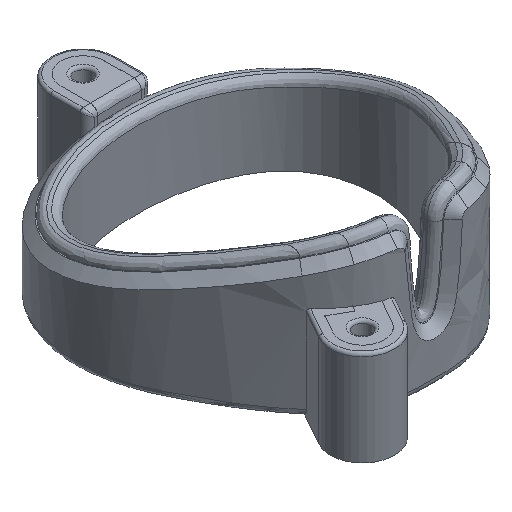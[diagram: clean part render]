
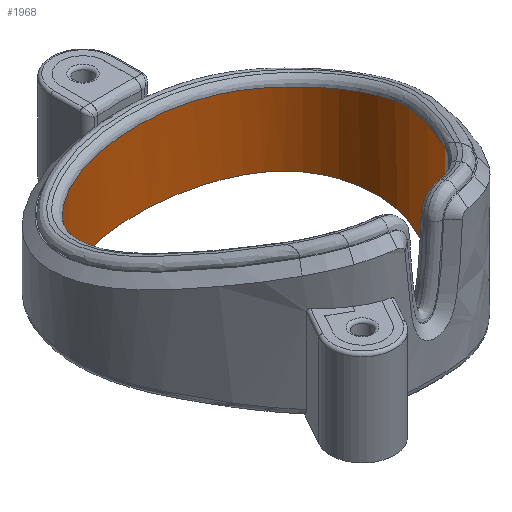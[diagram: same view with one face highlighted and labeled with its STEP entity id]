
A CAD part, isometric view. The second image highlights one B-rep face of the part: STEP entity #1968.
In plain terms, the highlighted free-form (B-spline) face has degree [3, 1] with [21, 2] control points.
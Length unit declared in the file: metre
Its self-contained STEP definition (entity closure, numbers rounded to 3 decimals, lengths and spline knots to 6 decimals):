
#246=B_SPLINE_CURVE_WITH_KNOTS('',3,(#5186,#5187,#5188,#5189,#5190,#5191,
#5192,#5193,#5194,#5195,#5196,#5197,#5198,#5199,#5200,#5201,#5202,#5203,
#5204,#5205,#5206,#5207,#5208,#5209,#5210,#5211,#5212,#5213,#5214,#5215,
#5216,#5217),.UNSPECIFIED.,.F.,.F.,(4,1,1,1,1,1,1,1,1,1,1,1,1,1,1,1,1,1,
1,1,1,1,1,1,1,1,1,1,1,4),(0.,0.005624,0.008436,
0.011248,0.01406,0.016872,0.019684,
0.022496,0.025308,0.02812,0.030932,
0.033743,0.039367,0.042179,0.044991,
0.047803,0.050615,0.053427,0.056239,
0.059051,0.061863,0.064675,0.067487,
0.070299,0.073111,0.075923,0.078735,
0.081547,0.084359,0.089983),.UNSPECIFIED.);
#247=B_SPLINE_CURVE_WITH_KNOTS('',3,(#5221,#5222,#5223,#5224,#5225,#5226,
#5227,#5228,#5229,#5230,#5231,#5232,#5233),.UNSPECIFIED.,.T.,.F.,(1,3,1,
1,1,1,1,1,1,1,1,3,1),(-0.119499,0.,0.119499,0.21531,
0.31112,0.420568,0.5,0.579432,0.68888,
0.78469,0.880501,1.,1.119499),.UNSPECIFIED.);
#690=ORIENTED_EDGE('',*,*,#1097,.F.);
#691=ORIENTED_EDGE('',*,*,#1098,.T.);
#692=ORIENTED_EDGE('',*,*,#1099,.T.);
#693=ORIENTED_EDGE('',*,*,#1100,.F.);
#1097=EDGE_CURVE('',#1322,#1323,#1459,.T.);
#1098=EDGE_CURVE('',#1322,#1324,#246,.T.);
#1099=EDGE_CURVE('',#1324,#1325,#1460,.T.);
#1100=EDGE_CURVE('',#1323,#1325,#247,.T.);
#1322=VERTEX_POINT('',#5184);
#1323=VERTEX_POINT('',#5185);
#1324=VERTEX_POINT('',#5218);
#1325=VERTEX_POINT('',#5220);
#1459=LINE('',#5183,#1565);
#1460=LINE('',#5219,#1566);
#1565=VECTOR('',#2394,1.);
#1566=VECTOR('',#2395,1.);
#1676=EDGE_LOOP('',(#690,#691,#692,#693));
#1805=FACE_BOUND('',#1676,.T.);
#1884=B_SPLINE_SURFACE_WITH_KNOTS('',3,1,((#5141,#5142),(#5143,#5144),(#5145,
#5146),(#5147,#5148),(#5149,#5150),(#5151,#5152),(#5153,#5154),(#5155,#5156),
(#5157,#5158),(#5159,#5160),(#5161,#5162),(#5163,#5164),(#5165,#5166),(#5167,
#5168),(#5169,#5170),(#5171,#5172),(#5173,#5174),(#5175,#5176),(#5177,#5178),
(#5179,#5180),(#5181,#5182)),.SURF_OF_LINEAR_EXTRUSION.,.F.,.F.,.F.,(4,
1,1,1,1,1,1,1,1,1,1,1,1,1,1,1,1,1,4),(2,2),(0.640292,0.685255,
0.730219,0.775182,0.820146,0.865109,0.887591,
0.910073,0.955036,1.,1.044964,
1.089927,1.112409,1.134891,1.179854,1.224818,
1.269781,1.314745,1.359708),(0.,1.),
 .UNSPECIFIED.);
#1968=ADVANCED_FACE('',(#1805),#1884,.T.);
#2394=DIRECTION('',(0.,0.,-1.));
#2395=DIRECTION('',(0.,0.,-1.));
#5141=CARTESIAN_POINT('',(0.01201,-0.011372,0.017102));
#5142=CARTESIAN_POINT('',(0.01201,-0.011372,0.));
#5143=CARTESIAN_POINT('',(0.013155,-0.009748,0.017102));
#5144=CARTESIAN_POINT('',(0.013155,-0.009748,0.));
#5145=CARTESIAN_POINT('',(0.01527,-0.006216,0.017102));
#5146=CARTESIAN_POINT('',(0.01527,-0.006216,0.));
#5147=CARTESIAN_POINT('',(0.017621,-0.001574,0.017102));
#5148=CARTESIAN_POINT('',(0.017621,-0.001574,0.));
#5149=CARTESIAN_POINT('',(0.018868,0.002843,0.017102));
#5150=CARTESIAN_POINT('',(0.018868,0.002843,0.));
#5151=CARTESIAN_POINT('',(0.018741,0.007769,0.017102));
#5152=CARTESIAN_POINT('',(0.018741,0.007769,0.));
#5153=CARTESIAN_POINT('',(0.017177,0.011767,0.017102));
#5154=CARTESIAN_POINT('',(0.017177,0.011767,0.));
#5155=CARTESIAN_POINT('',(0.014829,0.014409,0.017102));
#5156=CARTESIAN_POINT('',(0.014829,0.014409,0.));
#5157=CARTESIAN_POINT('',(0.011739,0.016576,0.017102));
#5158=CARTESIAN_POINT('',(0.011739,0.016576,0.));
#5159=CARTESIAN_POINT('',(0.006799,0.018406,0.017102));
#5160=CARTESIAN_POINT('',(0.006799,0.018406,0.));
#5161=CARTESIAN_POINT('',(0.,0.019149,0.017102));
#5162=CARTESIAN_POINT('',(0.,0.019149,0.));
#5163=CARTESIAN_POINT('',(-0.006799,0.018406,0.017102));
#5164=CARTESIAN_POINT('',(-0.006799,0.018406,0.));
#5165=CARTESIAN_POINT('',(-0.011739,0.016576,0.017102));
#5166=CARTESIAN_POINT('',(-0.011739,0.016576,0.));
#5167=CARTESIAN_POINT('',(-0.014829,0.014409,0.017102));
#5168=CARTESIAN_POINT('',(-0.014829,0.014409,0.));
#5169=CARTESIAN_POINT('',(-0.017177,0.011767,0.017102));
#5170=CARTESIAN_POINT('',(-0.017177,0.011767,0.));
#5171=CARTESIAN_POINT('',(-0.018741,0.007769,0.017102));
#5172=CARTESIAN_POINT('',(-0.018741,0.007769,0.));
#5173=CARTESIAN_POINT('',(-0.018868,0.002843,0.017102));
#5174=CARTESIAN_POINT('',(-0.018868,0.002843,0.));
#5175=CARTESIAN_POINT('',(-0.017621,-0.001574,0.017102));
#5176=CARTESIAN_POINT('',(-0.017621,-0.001574,0.));
#5177=CARTESIAN_POINT('',(-0.01527,-0.006216,0.017102));
#5178=CARTESIAN_POINT('',(-0.01527,-0.006216,0.));
#5179=CARTESIAN_POINT('',(-0.013155,-0.009748,0.017102));
#5180=CARTESIAN_POINT('',(-0.013155,-0.009748,0.));
#5181=CARTESIAN_POINT('',(-0.01201,-0.011372,0.017102));
#5182=CARTESIAN_POINT('',(-0.01201,-0.011372,0.));
#5183=CARTESIAN_POINT('',(0.01201,-0.011372,0.022));
#5184=CARTESIAN_POINT('',(0.01201,-0.011372,0.017));
#5185=CARTESIAN_POINT('',(0.01201,-0.011372,0.));
#5186=CARTESIAN_POINT('',(0.01201,-0.011372,0.017));
#5187=CARTESIAN_POINT('',(0.013053,-0.009894,0.016467));
#5188=CARTESIAN_POINT('',(0.014458,-0.007587,0.015674));
#5189=CARTESIAN_POINT('',(0.016177,-0.004419,0.014642));
#5190=CARTESIAN_POINT('',(0.017339,-0.001977,0.013859));
#5191=CARTESIAN_POINT('',(0.018251,0.000595,0.013047));
#5192=CARTESIAN_POINT('',(0.018753,0.00323,0.012235));
#5193=CARTESIAN_POINT('',(0.018783,0.005978,0.011445));
#5194=CARTESIAN_POINT('',(0.018322,0.008675,0.010756));
#5195=CARTESIAN_POINT('',(0.017302,0.011289,0.010216));
#5196=CARTESIAN_POINT('',(0.01566,0.013623,0.009937));
#5197=CARTESIAN_POINT('',(0.013466,0.015445,0.009989));
#5198=CARTESIAN_POINT('',(0.010161,0.017242,0.010213));
#5199=CARTESIAN_POINT('',(0.00651,0.018307,0.010387));
#5200=CARTESIAN_POINT('',(0.002813,0.018817,0.010464));
#5201=CARTESIAN_POINT('',(-0.000016,0.018944,0.010484));
#5202=CARTESIAN_POINT('',(-0.002833,0.018815,0.010464));
#5203=CARTESIAN_POINT('',(-0.005599,0.018432,0.010405));
#5204=CARTESIAN_POINT('',(-0.008317,0.017778,0.010304));
#5205=CARTESIAN_POINT('',(-0.01099,0.016793,0.010156));
#5206=CARTESIAN_POINT('',(-0.013474,0.01544,0.009989));
#5207=CARTESIAN_POINT('',(-0.015669,0.013614,0.009938));
#5208=CARTESIAN_POINT('',(-0.017309,0.011278,0.010218));
#5209=CARTESIAN_POINT('',(-0.018327,0.00866,0.010759));
#5210=CARTESIAN_POINT('',(-0.018783,0.005964,0.011449));
#5211=CARTESIAN_POINT('',(-0.018752,0.003216,0.012239));
#5212=CARTESIAN_POINT('',(-0.018243,0.000564,0.013056));
#5213=CARTESIAN_POINT('',(-0.017326,-0.002008,0.013868));
#5214=CARTESIAN_POINT('',(-0.016168,-0.004436,0.014648));
#5215=CARTESIAN_POINT('',(-0.014453,-0.007596,0.015677));
#5216=CARTESIAN_POINT('',(-0.013051,-0.009896,0.016468));
#5217=CARTESIAN_POINT('',(-0.01201,-0.011372,0.017));
#5218=CARTESIAN_POINT('',(-0.01201,-0.011372,0.017));
#5219=CARTESIAN_POINT('',(-0.01201,-0.011372,0.022));
#5220=CARTESIAN_POINT('',(-0.01201,-0.011372,0.));
#5221=CARTESIAN_POINT('',(0.,0.018901,0.));
#5222=CARTESIAN_POINT('',(-0.006023,0.018901,0.));
#5223=CARTESIAN_POINT('',(-0.016874,0.015745,0.));
#5224=CARTESIAN_POINT('',(-0.019816,0.003524,0.));
#5225=CARTESIAN_POINT('',(-0.01581,-0.005816,0.));
#5226=CARTESIAN_POINT('',(-0.007956,-0.018039,0.));
#5227=CARTESIAN_POINT('',(0.,-0.018151,0.));
#5228=CARTESIAN_POINT('',(0.007956,-0.018039,0.));
#5229=CARTESIAN_POINT('',(0.01581,-0.005816,0.));
#5230=CARTESIAN_POINT('',(0.019816,0.003524,0.));
#5231=CARTESIAN_POINT('',(0.016874,0.015745,0.));
#5232=CARTESIAN_POINT('',(0.006023,0.018901,0.));
#5233=CARTESIAN_POINT('',(0.,0.018901,0.));
